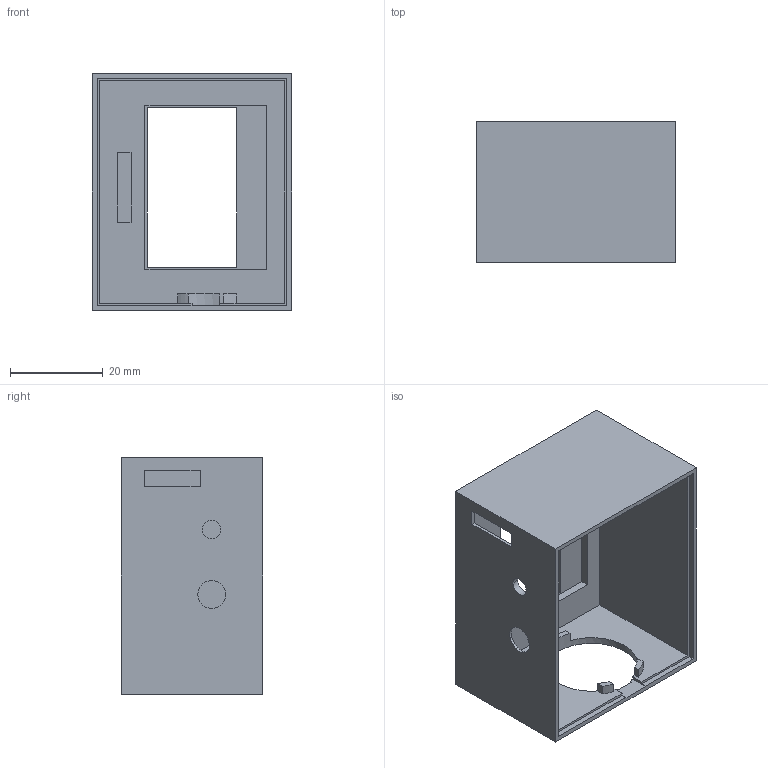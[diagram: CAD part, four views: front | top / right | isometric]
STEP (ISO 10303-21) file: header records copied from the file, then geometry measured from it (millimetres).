
FILE_DESCRIPTION((''),'2;1');
FILE_NAME('BASE1','2023-02-25T10:19:56',('alexb'),(''),'CREO PARAMETRIC BY PTC INC, 2022164','CREO PARAMETRIC BY PTC INC, 2022164','');
FILE_SCHEMA(('CONFIG_CONTROL_DESIGN'));
Length unit declared in the file: millimetre
Products named in the file (1): BASE1
Bounding box: 43 x 30.5 x 51 mm (x, y, z)
Volume: 10102.2 mm3; surface area: 13583.1 mm2
Topology: 1 solids, 1 shells, 64 faces, 177 edges, 118 vertices
Faces by surface type: plane 54, cylinder 10
Entity records: 2087 total; most frequent: CARTESIAN_POINT 359, ORIENTED_EDGE 354, DIRECTION 333, EDGE_CURVE 177, VECTOR 149, LINE 149, VERTEX_POINT 118, AXIS2_PLACEMENT_3D 92
